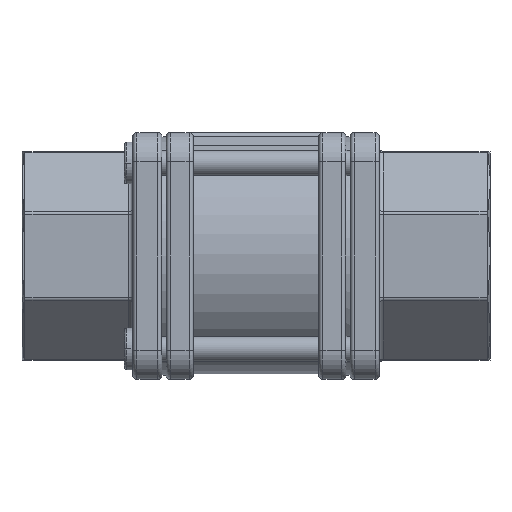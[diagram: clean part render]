
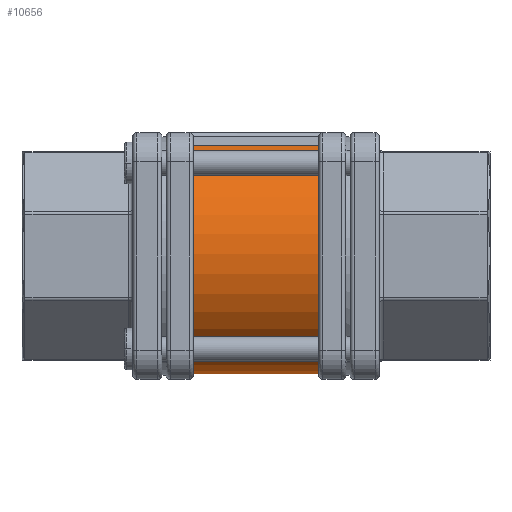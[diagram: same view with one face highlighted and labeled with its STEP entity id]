
A CAD part, front view. The second image highlights one B-rep face of the part: STEP entity #10656.
In plain terms, the highlighted cylindrical face has radius 28.25 mm (diameter 56.5 mm), a partial arc.
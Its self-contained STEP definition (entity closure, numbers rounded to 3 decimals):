
#20=DIRECTION('',(1.,0.,0.));
#21=VECTOR('',#20,30.);
#22=CARTESIAN_POINT('',(-15.,-10.046,26.403));
#23=LINE('',#22,#21);
#24=CARTESIAN_POINT('',(15.,0.,0.));
#25=DIRECTION('',(1.,0.,0.));
#26=DIRECTION('',(0.,-0.356,0.935));
#27=AXIS2_PLACEMENT_3D('',#24,#25,#26);
#29=DIRECTION('',(1.,0.,0.));
#30=VECTOR('',#29,30.);
#31=CARTESIAN_POINT('',(-15.,23.282,-16.));
#32=LINE('',#31,#30);
#33=CARTESIAN_POINT('',(-15.,0.,0.));
#34=DIRECTION('',(-1.,0.,0.));
#35=DIRECTION('',(0.,0.824,-0.566));
#36=AXIS2_PLACEMENT_3D('',#33,#34,#35);
#8972=CARTESIAN_POINT('',(-15.,-10.046,26.403));
#8974=VERTEX_POINT('',#8972);
#8980=CARTESIAN_POINT('',(15.,-10.046,26.403));
#8982=VERTEX_POINT('',#8980);
#9201=CARTESIAN_POINT('',(-15.,23.282,-16.));
#9202=CARTESIAN_POINT('',(15.,23.282,-16.));
#9203=VERTEX_POINT('',#9201);
#9204=VERTEX_POINT('',#9202);
#10641=CARTESIAN_POINT('',(-15.,0.,0.));
#10642=DIRECTION('',(1.,0.,0.));
#10643=DIRECTION('',(0.,0.,1.));
#10644=AXIS2_PLACEMENT_3D('',#10641,#10642,#10643);
#10645=CYLINDRICAL_SURFACE('',#10644,28.25);
#10647=ORIENTED_EDGE('',*,*,#10646,.T.);
#10649=ORIENTED_EDGE('',*,*,#10648,.T.);
#10651=ORIENTED_EDGE('',*,*,#10650,.F.);
#10653=ORIENTED_EDGE('',*,*,#10652,.T.);
#10654=EDGE_LOOP('',(#10647,#10649,#10651,#10653));
#10655=FACE_OUTER_BOUND('',#10654,.F.);
#10656=ADVANCED_FACE('',(#10655),#10645,.T.);
#28=CIRCLE('',#27,28.25);
#37=CIRCLE('',#36,28.25);
#10646=EDGE_CURVE('',#8974,#8982,#23,.T.);
#10648=EDGE_CURVE('',#8982,#9204,#28,.T.);
#10650=EDGE_CURVE('',#9203,#9204,#32,.T.);
#10652=EDGE_CURVE('',#9203,#8974,#37,.T.);
